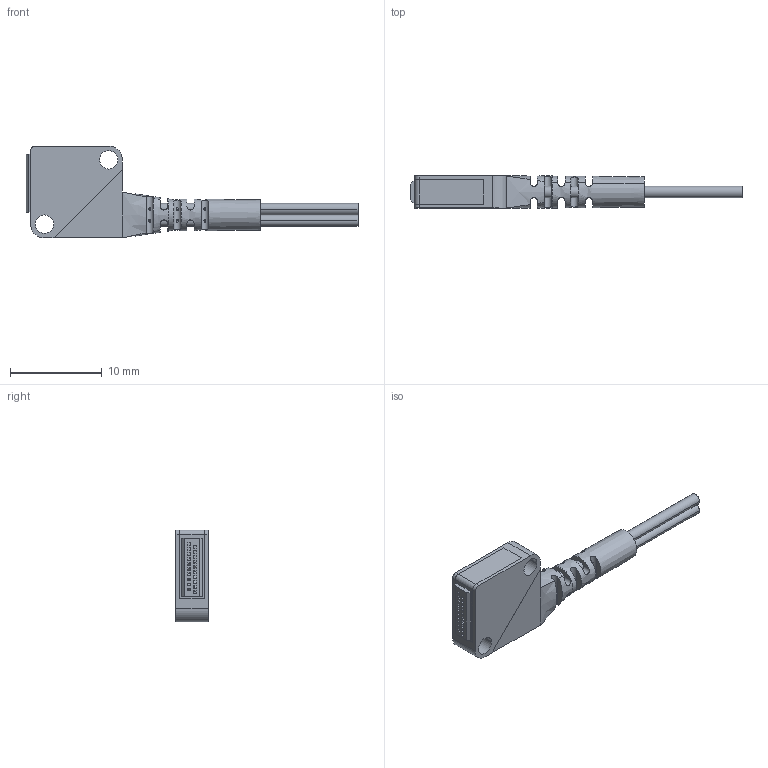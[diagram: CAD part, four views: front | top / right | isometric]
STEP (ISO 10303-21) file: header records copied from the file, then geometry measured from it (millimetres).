
FILE_DESCRIPTION((''),'2;1');
FILE_NAME('ASM0002_ASM','2016-07-28T',('wenchil222'),(''),'PRO/ENGINEER BY PARAMETRIC TECHNOLOGY CORPORATION, 2008020','PRO/ENGINEER BY PARAMETRIC TECHNOLOGY CORPORATION, 2008020','');
FILE_SCHEMA(('CONFIG_CONTROL_DESIGN'));
Length unit declared in the file: millimetre
Products named in the file (5): PT-10ML; 00; 02; 01; ASM0002_ASM
Assembly tree (5 placements, depth 2):
  ASM0002_ASM
    PT-10ML
    00
    02  x2
    01
Bounding box: 36.14 x 3.5 x 10 mm (x, y, z)
Volume: 404 mm3; surface area: 1373.2 mm2
Topology: 5 solids, 5 shells, 394 faces, 1146 edges, 725 vertices
Faces by surface type: plane 297, cylinder 77, torus 8, bspline 8, cone 4
Entity records: 14053 total; most frequent: CARTESIAN_POINT 3604, ORIENTED_EDGE 2280, DIRECTION 1997, EDGE_CURVE 1140, VECTOR 809, LINE 809, VERTEX_POINT 722, AXIS2_PLACEMENT_3D 594
